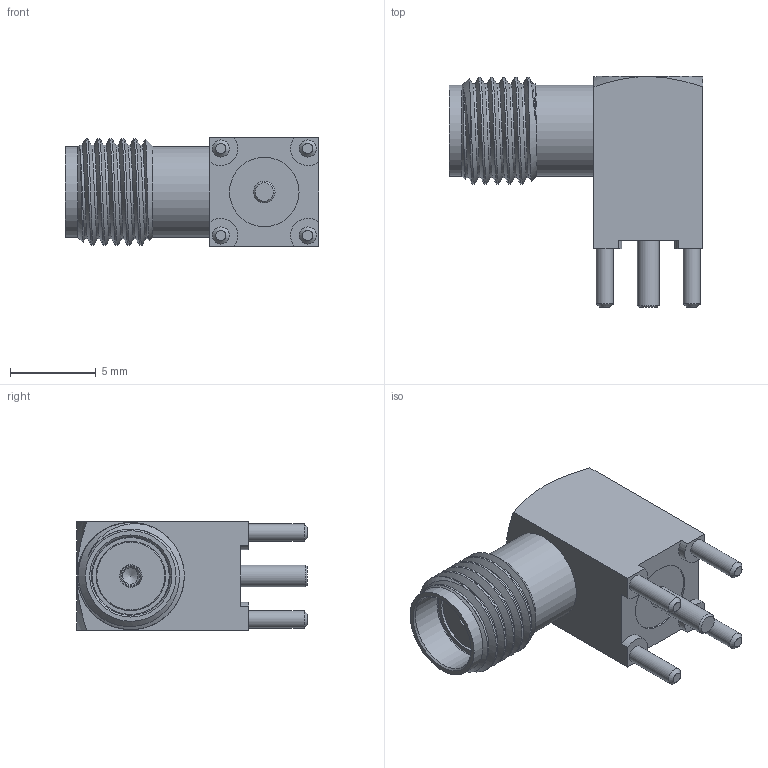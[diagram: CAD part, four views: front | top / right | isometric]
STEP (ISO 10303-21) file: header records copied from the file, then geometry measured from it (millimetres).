
FILE_DESCRIPTION( ( 'STEP AP214' ), '1' );
FILE_NAME( 'psolqas_6120_14.stp', '2020-05-06T21:30:05', ( 'License CC BY-ND 4.0' ), ( 'CADENAS' ), ' ', 'PARTsolutions', ' ' );
FILE_SCHEMA( ( 'AUTOMOTIVE_DESIGN { 1 0 10303 214 1 1 1 1 }' ) );
Length unit declared in the file: metre
Products named in the file (1): 1
Bounding box: 14.8 x 13.5 x 6.35 mm (x, y, z)
Volume: 570.1 mm3; surface area: 750.8 mm2
Topology: 1 solids, 1 shells, 71 faces, 212 edges, 154 vertices
Faces by surface type: plane 29, cylinder 23, cone 16, bspline 2, torus 1
Full cylindrical faces by diameter (mm): 0.97 x1, 1 x4, 1.27 x1, 1.28 x1, 1.32 x1, 3.98 x1, 4.06 x2, 4.6 x1, 5.3 x2
Entity records: 4292 total; most frequent: CARTESIAN_POINT 2594, ORIENTED_EDGE 352, DIRECTION 302, EDGE_CURVE 176, VERTEX_POINT 144, AXIS2_PLACEMENT_3D 131, EDGE_LOOP 107, FACE_OUTER_BOUND 86
